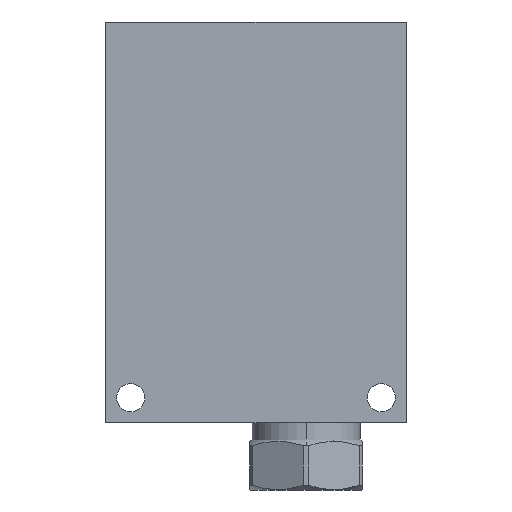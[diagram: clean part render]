
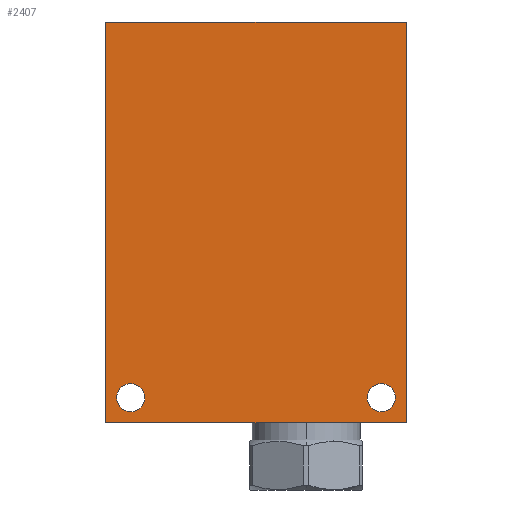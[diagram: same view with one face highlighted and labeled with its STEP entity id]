
A CAD part, left-side view. The second image highlights one B-rep face of the part: STEP entity #2407.
In plain terms, the highlighted planar face has unit normal (-1, 0, 0).
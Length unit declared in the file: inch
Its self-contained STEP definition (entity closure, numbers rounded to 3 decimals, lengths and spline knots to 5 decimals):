
#1=DIRECTION('',(0.,-1.,0.));
#2=VECTOR('',#1,3.);
#3=CARTESIAN_POINT('',(0.,0.,0.));
#4=LINE('',#3,#2);
#27=DIRECTION('',(0.,0.,1.));
#28=VECTOR('',#27,4.);
#29=CARTESIAN_POINT('',(0.,0.,0.));
#30=LINE('',#29,#28);
#31=CARTESIAN_POINT('',(0.,-0.25,0.25));
#32=DIRECTION('',(1.,0.,0.));
#33=DIRECTION('',(0.,0.,-1.));
#34=AXIS2_PLACEMENT_3D('',#31,#32,#33);
#36=CARTESIAN_POINT('',(0.,-0.25,0.25));
#37=DIRECTION('',(1.,0.,0.));
#38=DIRECTION('',(0.,0.,1.));
#39=AXIS2_PLACEMENT_3D('',#36,#37,#38);
#41=CARTESIAN_POINT('',(0.,-2.75,0.25));
#42=DIRECTION('',(1.,0.,0.));
#43=DIRECTION('',(0.,0.,-1.));
#44=AXIS2_PLACEMENT_3D('',#41,#42,#43);
#46=CARTESIAN_POINT('',(0.,-2.75,0.25));
#47=DIRECTION('',(1.,0.,0.));
#48=DIRECTION('',(0.,0.,1.));
#49=AXIS2_PLACEMENT_3D('',#46,#47,#48);
#99=DIRECTION('',(0.,0.,1.));
#100=VECTOR('',#99,4.);
#101=CARTESIAN_POINT('',(0.,-3.,0.));
#102=LINE('',#101,#100);
#841=DIRECTION('',(0.,-1.,0.));
#842=VECTOR('',#841,3.);
#843=CARTESIAN_POINT('',(0.,0.,4.));
#844=LINE('',#843,#842);
#2097=CARTESIAN_POINT('',(0.,0.,0.));
#2098=CARTESIAN_POINT('',(0.,-3.,0.));
#2099=VERTEX_POINT('',#2097);
#2100=VERTEX_POINT('',#2098);
#2105=CARTESIAN_POINT('',(0.,0.,4.));
#2106=CARTESIAN_POINT('',(0.,-3.,4.));
#2107=VERTEX_POINT('',#2105);
#2108=VERTEX_POINT('',#2106);
#2207=CARTESIAN_POINT('',(0.,-0.25,0.1095));
#2208=CARTESIAN_POINT('',(0.,-0.25,0.3905));
#2209=VERTEX_POINT('',#2207);
#2210=VERTEX_POINT('',#2208);
#2215=CARTESIAN_POINT('',(0.,-2.75,0.1095));
#2216=CARTESIAN_POINT('',(0.,-2.75,0.3905));
#2217=VERTEX_POINT('',#2215);
#2218=VERTEX_POINT('',#2216);
#2381=CARTESIAN_POINT('',(0.,0.,0.));
#2382=DIRECTION('',(-1.,0.,0.));
#2383=DIRECTION('',(0.,-1.,0.));
#2384=AXIS2_PLACEMENT_3D('',#2381,#2382,#2383);
#2385=PLANE('',#2384);
#2386=ORIENTED_EDGE('',*,*,#2364,.F.);
#2388=ORIENTED_EDGE('',*,*,#2387,.T.);
#2390=ORIENTED_EDGE('',*,*,#2389,.T.);
#2392=ORIENTED_EDGE('',*,*,#2391,.F.);
#2393=EDGE_LOOP('',(#2386,#2388,#2390,#2392));
#2394=FACE_OUTER_BOUND('',#2393,.F.);
#2396=ORIENTED_EDGE('',*,*,#2395,.F.);
#2398=ORIENTED_EDGE('',*,*,#2397,.F.);
#2399=EDGE_LOOP('',(#2396,#2398));
#2400=FACE_BOUND('',#2399,.F.);
#2402=ORIENTED_EDGE('',*,*,#2401,.F.);
#2404=ORIENTED_EDGE('',*,*,#2403,.F.);
#2405=EDGE_LOOP('',(#2402,#2404));
#2406=FACE_BOUND('',#2405,.F.);
#2407=ADVANCED_FACE('',(#2394,#2400,#2406),#2385,.T.);
#35=CIRCLE('',#34,0.1405);
#40=CIRCLE('',#39,0.1405);
#45=CIRCLE('',#44,0.1405);
#50=CIRCLE('',#49,0.1405);
#2364=EDGE_CURVE('',#2099,#2100,#4,.T.);
#2387=EDGE_CURVE('',#2099,#2107,#30,.T.);
#2389=EDGE_CURVE('',#2107,#2108,#844,.T.);
#2391=EDGE_CURVE('',#2100,#2108,#102,.T.);
#2395=EDGE_CURVE('',#2209,#2210,#35,.T.);
#2397=EDGE_CURVE('',#2210,#2209,#40,.T.);
#2401=EDGE_CURVE('',#2217,#2218,#45,.T.);
#2403=EDGE_CURVE('',#2218,#2217,#50,.T.);
